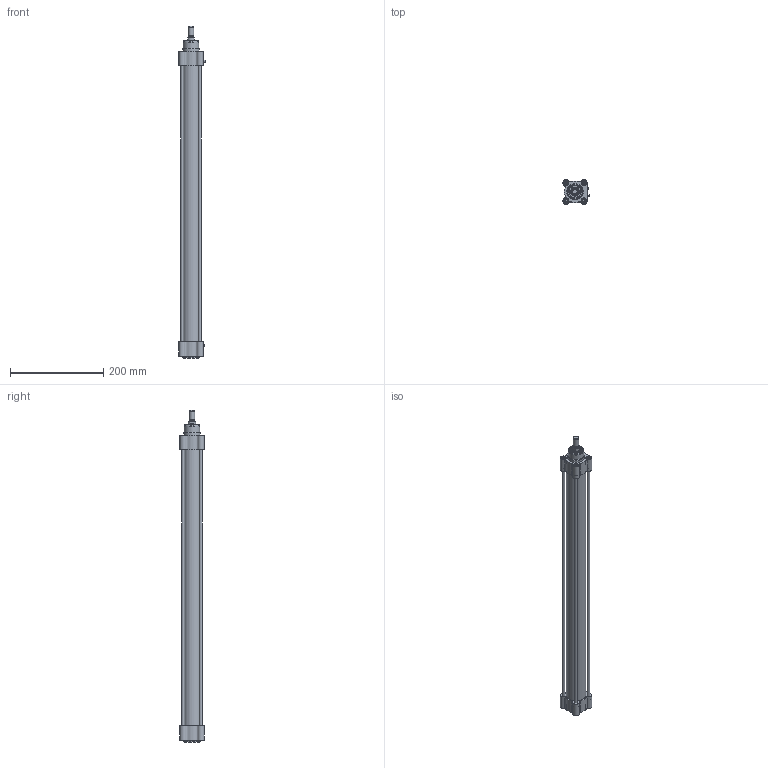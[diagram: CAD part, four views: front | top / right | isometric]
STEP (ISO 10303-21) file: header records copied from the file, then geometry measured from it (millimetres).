
FILE_DESCRIPTION((''),'2;1');
FILE_NAME('YDM040.550.GS.M.stp','2014-07-08T11:51:00',('carlo.corazza'),(''),'Autodesk Inventor 2012','Autodesk Inventor 2012','');
FILE_SCHEMA(('AUTOMOTIVE_DESIGN { 1 0 10303 214 1 1 1 1 }'));
Length unit declared in the file: millimetre
Products named in the file (6): YDM040..GS.M; CORPO-550; TIRANTE-550; TP; STELO-550; TA
Assembly tree (8 placements, depth 2):
  YDM040..GS.M
    CORPO-550
    TIRANTE-550  x4
    TP
    STELO-550
    TA
Bounding box: 56.39 x 51.99 x 713 mm (x, y, z)
Volume: 429026.8 mm3; surface area: 279563.9 mm2
Topology: 8 solids, 15 shells, 451 faces, 994 edges, 619 vertices
Faces by surface type: plane 193, cylinder 108, cone 101, torus 41, revolution 8
Full cylindrical faces by diameter (mm): 3 x2, 3.9 x2, 4.3 x2, 4.5 x2, 4.917 x8, 5 x2, 5.3 x3, 6 x4, 7.8 x4, 7.99 x2, 8 x5, 10 x10, 10.5 x8, 10.7 x2, 11 x2, 11.445 x2, 12 x1, 15.5 x1, 16 x2, 16.8 x1, 16.847 x1, 18 x2, 20 x2, 26 x3, 33 x1, 35 x2, 40 x1, 42 x1
Entity records: 11810 total; most frequent: CARTESIAN_POINT 2497, DIRECTION 1904, ORIENTED_EDGE 1460, AXIS2_PLACEMENT_3D 847, EDGE_CURVE 730, EDGE_LOOP 713, VERTEX_POINT 565, STYLED_ITEM 441
